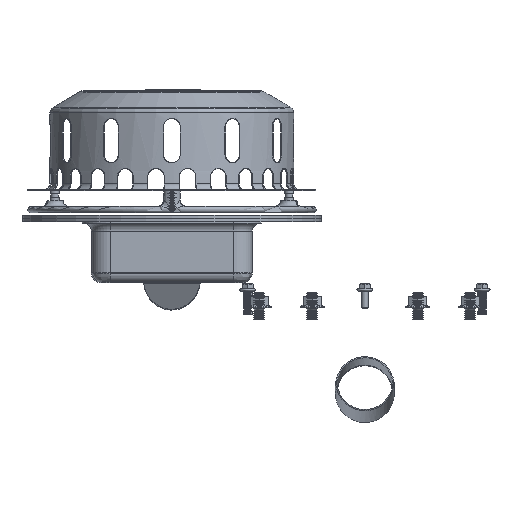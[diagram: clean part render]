
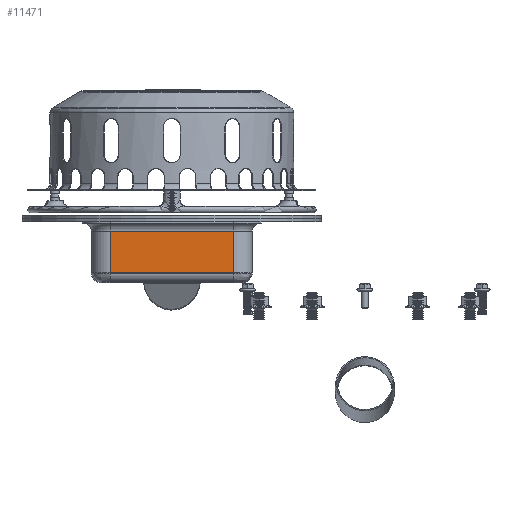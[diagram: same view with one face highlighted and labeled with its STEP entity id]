
A CAD part, left-side view. The second image highlights one B-rep face of the part: STEP entity #11471.
In plain terms, the highlighted planar face has unit normal (-1, 0, 0).
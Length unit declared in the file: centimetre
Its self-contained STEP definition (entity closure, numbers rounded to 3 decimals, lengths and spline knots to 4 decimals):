
#1535=PLANE('',#12224);
#1772=FACE_OUTER_BOUND('',#2445,.T.);
#2445=EDGE_LOOP('',(#7844,#7845,#7846,#7847));
#3300=LINE('',#17377,#4024);
#3310=LINE('',#17427,#4034);
#3311=LINE('',#17431,#4035);
#3312=LINE('',#17432,#4036);
#4024=VECTOR('',#13758,1.);
#4034=VECTOR('',#13820,1.);
#4035=VECTOR('',#13825,1.);
#4036=VECTOR('',#13826,1.);
#4768=VERTEX_POINT('',#17374);
#4769=VERTEX_POINT('',#17376);
#4783=VERTEX_POINT('',#17426);
#4784=VERTEX_POINT('',#17430);
#5936=EDGE_CURVE('',#4768,#4769,#3300,.T.);
#5962=EDGE_CURVE('',#4783,#4769,#3310,.T.);
#5964=EDGE_CURVE('',#4784,#4768,#3311,.T.);
#5965=EDGE_CURVE('',#4783,#4784,#3312,.T.);
#7844=ORIENTED_EDGE('',*,*,#5936,.F.);
#7845=ORIENTED_EDGE('',*,*,#5964,.F.);
#7846=ORIENTED_EDGE('',*,*,#5965,.F.);
#7847=ORIENTED_EDGE('',*,*,#5962,.T.);
#11471=ADVANCED_FACE('',(#1772),#1535,.T.);
#12224=AXIS2_PLACEMENT_3D('',#17429,#13823,#13824);
#13758=DIRECTION('',(0.,-1.,0.));
#13820=DIRECTION('',(0.,0.,1.));
#13823=DIRECTION('center_axis',(-1.,0.,0.));
#13824=DIRECTION('ref_axis',(0.,-1.,0.));
#13825=DIRECTION('',(0.,0.,1.));
#13826=DIRECTION('',(0.,1.,0.));
#17374=CARTESIAN_POINT('',(1218.9621,229.4106,83.0364));
#17376=CARTESIAN_POINT('',(1218.9621,118.4106,83.0364));
#17377=CARTESIAN_POINT('',(1218.9621,201.6606,83.0364));
#17426=CARTESIAN_POINT('',(1218.9621,118.4106,45.4947));
#17427=CARTESIAN_POINT('',(1218.9621,118.4106,36.4947));
#17429=CARTESIAN_POINT('Origin',(1218.9621,229.4106,36.4947));
#17430=CARTESIAN_POINT('',(1218.9621,229.4106,45.4947));
#17431=CARTESIAN_POINT('',(1218.9621,229.4106,36.4947));
#17432=CARTESIAN_POINT('',(1218.9621,201.6606,45.4947));
